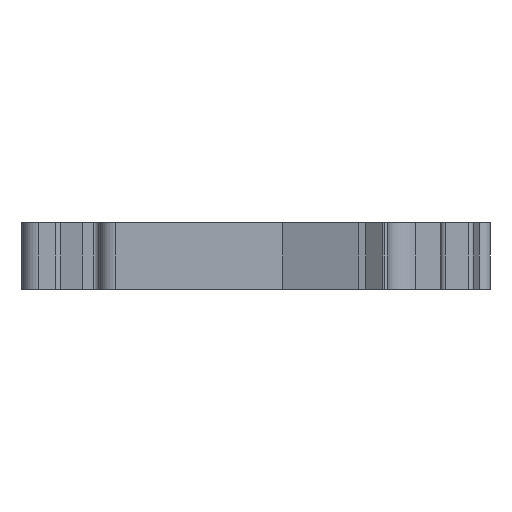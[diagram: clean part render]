
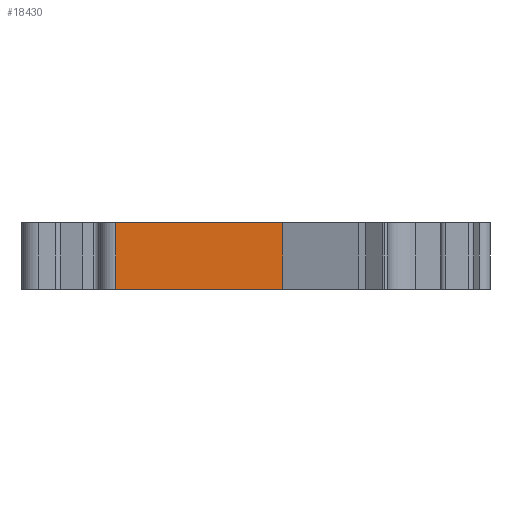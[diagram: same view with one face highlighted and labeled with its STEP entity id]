
A CAD part, front view. The second image highlights one B-rep face of the part: STEP entity #18430.
In plain terms, the highlighted planar face has unit normal (0, -1, 0).
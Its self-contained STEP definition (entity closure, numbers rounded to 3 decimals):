
#11290=CARTESIAN_POINT('',(-0.304,12.5,-6.));
#11300=VERTEX_POINT('',#11290);
#11330=CARTESIAN_POINT('',(-0.304,12.5,0.));
#11340=DIRECTION('',(0.,0.,1.));
#11350=VECTOR('',#11340,1.);
#11360=LINE('',#11330,#11350);
#11370=CARTESIAN_POINT('',(-0.304,12.5,0.));
#11380=VERTEX_POINT('',#11370);
#11390=EDGE_CURVE('',#11300,#11380,#11360,.T.);
#18130=CARTESIAN_POINT('',(0.,12.5,-5.));
#18140=DIRECTION('',(0.,-1.,0.));
#18150=DIRECTION('',(1.,0.,0.));
#18160=AXIS2_PLACEMENT_3D('',#18130,#18140,#18150);
#18170=PLANE('',#18160);
#18180=CARTESIAN_POINT('',(0.,12.5,-6.));
#18190=DIRECTION('',(-1.,0.,0.));
#18200=VECTOR('',#18190,1.);
#18210=LINE('',#18180,#18200);
#18220=CARTESIAN_POINT('',(-15.5,12.5,-6.));
#18230=VERTEX_POINT('',#18220);
#18240=EDGE_CURVE('',#11300,#18230,#18210,.T.);
#18250=ORIENTED_EDGE('',*,*,#18240,.F.);
#18260=CARTESIAN_POINT('',(-15.5,12.5,0.));
#18270=DIRECTION('',(0.,0.,-1.));
#18280=VECTOR('',#18270,1.);
#18290=LINE('',#18260,#18280);
#18300=CARTESIAN_POINT('',(-15.5,12.5,0.));
#18310=VERTEX_POINT('',#18300);
#18320=EDGE_CURVE('',#18310,#18230,#18290,.T.);
#18330=ORIENTED_EDGE('',*,*,#18320,.T.);
#18340=CARTESIAN_POINT('',(0.,12.5,0.));
#18350=DIRECTION('',(-1.,0.,0.));
#18360=VECTOR('',#18350,1.);
#18370=LINE('',#18340,#18360);
#18380=EDGE_CURVE('',#11380,#18310,#18370,.T.);
#18390=ORIENTED_EDGE('',*,*,#18380,.T.);
#18400=ORIENTED_EDGE('',*,*,#11390,.T.);
#18410=EDGE_LOOP('',(#18400,#18390,#18330,#18250));
#18420=FACE_OUTER_BOUND('',#18410,.T.);
#18430=ADVANCED_FACE('',(#18420),#18170,.T.);
